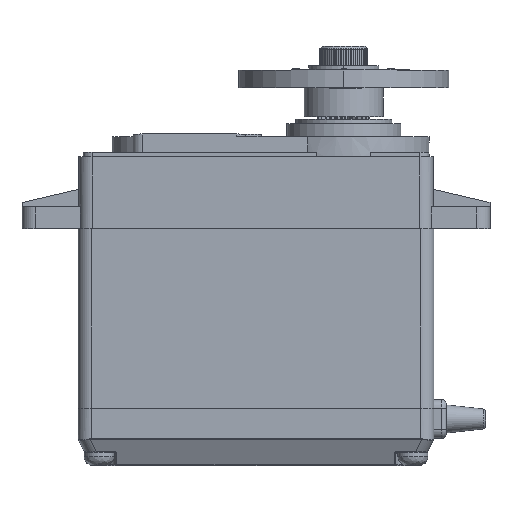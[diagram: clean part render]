
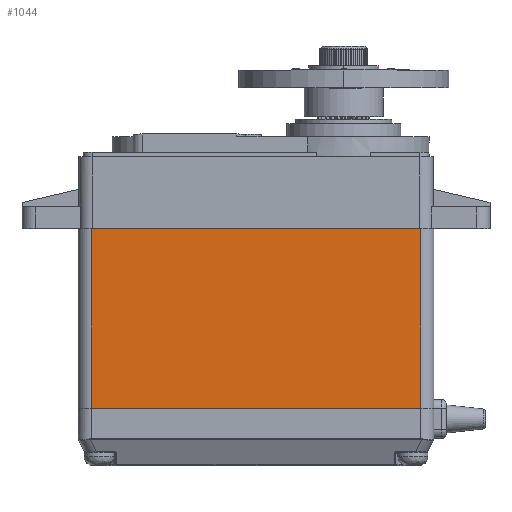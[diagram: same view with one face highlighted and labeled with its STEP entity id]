
A CAD part, top view. The second image highlights one B-rep face of the part: STEP entity #1044.
In plain terms, the highlighted planar face has unit normal (0, 0, 1).
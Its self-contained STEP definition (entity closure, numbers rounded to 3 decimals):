
#133=DIRECTION('',(1.,0.,0.));
#134=VECTOR('',#133,37.6);
#135=CARTESIAN_POINT('',(-18.8,0.,9.8));
#136=LINE('',#135,#134);
#266=DIRECTION('',(1.,0.,0.));
#267=VECTOR('',#266,37.6);
#268=CARTESIAN_POINT('',(-18.8,-20.5,9.8));
#269=LINE('',#268,#267);
#403=DIRECTION('',(0.,-1.,0.));
#404=VECTOR('',#403,20.5);
#405=CARTESIAN_POINT('',(18.8,0.,9.8));
#406=LINE('',#405,#404);
#410=DIRECTION('',(0.,-1.,0.));
#411=VECTOR('',#410,20.5);
#412=CARTESIAN_POINT('',(-18.8,0.,9.8));
#413=LINE('',#412,#411);
#738=CARTESIAN_POINT('',(18.8,-20.5,9.8));
#740=VERTEX_POINT('',#738);
#741=CARTESIAN_POINT('',(18.8,0.,9.8));
#742=VERTEX_POINT('',#741);
#761=CARTESIAN_POINT('',(-18.8,-20.5,9.8));
#763=VERTEX_POINT('',#761);
#767=CARTESIAN_POINT('',(-18.8,0.,9.8));
#768=VERTEX_POINT('',#767);
#1033=CARTESIAN_POINT('',(-20.3,0.,9.8));
#1034=DIRECTION('',(0.,0.,1.));
#1035=DIRECTION('',(1.,0.,0.));
#1036=AXIS2_PLACEMENT_3D('',#1033,#1034,#1035);
#1037=PLANE('',#1036);
#1038=ORIENTED_EDGE('',*,*,#898,.T.);
#1039=ORIENTED_EDGE('',*,*,#924,.F.);
#1040=ORIENTED_EDGE('',*,*,#1028,.F.);
#1041=ORIENTED_EDGE('',*,*,#856,.T.);
#1042=EDGE_LOOP('',(#1038,#1039,#1040,#1041));
#1043=FACE_OUTER_BOUND('',#1042,.F.);
#1044=ADVANCED_FACE('',(#1043),#1037,.T.);
#856=EDGE_CURVE('',#768,#742,#136,.T.);
#898=EDGE_CURVE('',#742,#740,#406,.T.);
#924=EDGE_CURVE('',#763,#740,#269,.T.);
#1028=EDGE_CURVE('',#768,#763,#413,.T.);
